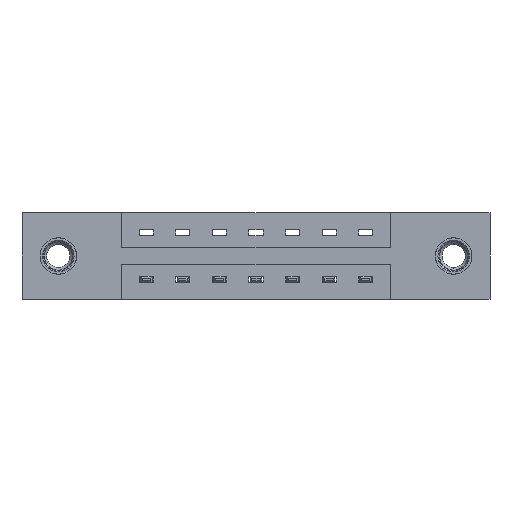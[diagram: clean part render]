
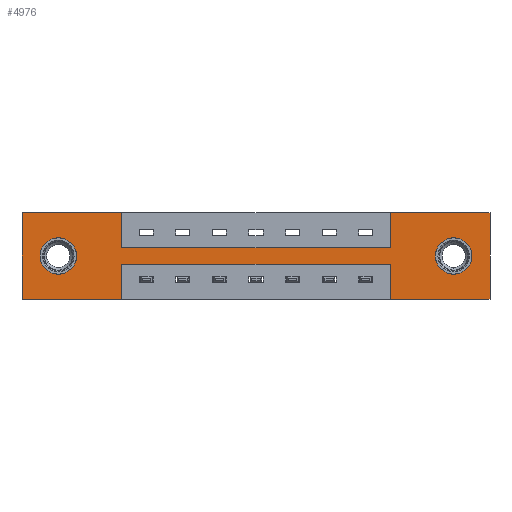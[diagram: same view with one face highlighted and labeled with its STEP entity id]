
A CAD part, front view. The second image highlights one B-rep face of the part: STEP entity #4976.
In plain terms, the highlighted planar face has unit normal (0, -1, 0).
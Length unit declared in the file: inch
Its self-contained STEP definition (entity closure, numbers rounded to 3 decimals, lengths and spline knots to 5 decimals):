
#122 = ORIENTED_EDGE ( 'NONE', *, *, #10600, .F. ) ;
#136 = DIRECTION ( 'NONE',  ( 0., 1., 0. ) ) ;
#142 = ORIENTED_EDGE ( 'NONE', *, *, #2439, .F. ) ;
#146 = CARTESIAN_POINT ( 'NONE',  ( 1.998, 0., -0.37 ) ) ;
#204 = CARTESIAN_POINT ( 'NONE',  ( 0., 0., -0.37 ) ) ;
#333 = EDGE_CURVE ( 'NONE', #7596, #5994, #10375, .T. ) ;
#362 = VERTEX_POINT ( 'NONE', #9694 ) ;
#419 = CIRCLE ( 'NONE', #8346, 0.078 ) ;
#494 = DIRECTION ( 'NONE',  ( 0., 0., 1. ) ) ;
#510 = CARTESIAN_POINT ( 'NONE',  ( 0.425, 0., 0. ) ) ;
#873 = AXIS2_PLACEMENT_3D ( 'NONE', #10393, #5859, #494 ) ;
#989 = VERTEX_POINT ( 'NONE', #6438 ) ;
#1040 = DIRECTION ( 'NONE',  ( 0., 0., 1. ) ) ;
#1042 = DIRECTION ( 'NONE',  ( 0., 1., 0. ) ) ;
#1069 = CARTESIAN_POINT ( 'NONE',  ( 0.155, 0., -0.185 ) ) ;
#1185 = DIRECTION ( 'NONE',  ( 1., 0., 0. ) ) ;
#1331 = VERTEX_POINT ( 'NONE', #7392 ) ;
#1355 = EDGE_LOOP ( 'NONE', ( #3506, #6603 ) ) ;
#1356 = VECTOR ( 'NONE', #10115, 39.37008 ) ;
#1365 = FACE_BOUND ( 'NONE', #1355, .T. ) ;
#1413 = VECTOR ( 'NONE', #8665, 39.37008 ) ;
#1438 = DIRECTION ( 'NONE',  ( 0., 1., 0. ) ) ;
#1440 = VERTEX_POINT ( 'NONE', #6407 ) ;
#1472 = VERTEX_POINT ( 'NONE', #146 ) ;
#1698 = ORIENTED_EDGE ( 'NONE', *, *, #10586, .F. ) ;
#1835 = CIRCLE ( 'NONE', #7384, 0.078 ) ;
#2019 = CARTESIAN_POINT ( 'NONE',  ( 1.998, 0., 0. ) ) ;
#2123 = EDGE_CURVE ( 'NONE', #4567, #1440, #1835, .T. ) ;
#2264 = CARTESIAN_POINT ( 'NONE',  ( 1.573, 0., 0. ) ) ;
#2439 = EDGE_CURVE ( 'NONE', #4462, #1331, #9302, .T. ) ;
#2761 = LINE ( 'NONE', #8967, #9007 ) ;
#3064 = EDGE_CURVE ( 'NONE', #6401, #8827, #8594, .T. ) ;
#3087 = CIRCLE ( 'NONE', #873, 0.078 ) ;
#3089 = EDGE_CURVE ( 'NONE', #362, #7923, #9884, .T. ) ;
#3126 = DIRECTION ( 'NONE',  ( 0., 0., -1. ) ) ;
#3153 = DIRECTION ( 'NONE',  ( -1., 0., 0. ) ) ;
#3282 = VERTEX_POINT ( 'NONE', #7329 ) ;
#3301 = VECTOR ( 'NONE', #8059, 39.37008 ) ;
#3387 = CARTESIAN_POINT ( 'NONE',  ( 1.843, 0., -0.107 ) ) ;
#3481 = VERTEX_POINT ( 'NONE', #510 ) ;
#3506 = ORIENTED_EDGE ( 'NONE', *, *, #2123, .T. ) ;
#3580 = VECTOR ( 'NONE', #3153, 39.37008 ) ;
#3584 = CARTESIAN_POINT ( 'NONE',  ( 0., 0., 0. ) ) ;
#3643 = ORIENTED_EDGE ( 'NONE', *, *, #8199, .F. ) ;
#3753 = EDGE_CURVE ( 'NONE', #7923, #3481, #10446, .T. ) ;
#3772 = FACE_BOUND ( 'NONE', #7913, .T. ) ;
#3960 = ORIENTED_EDGE ( 'NONE', *, *, #7219, .T. ) ;
#4026 = ORIENTED_EDGE ( 'NONE', *, *, #3064, .F. ) ;
#4051 = CARTESIAN_POINT ( 'NONE',  ( 0., 0., -0.37 ) ) ;
#4130 = VECTOR ( 'NONE', #9615, 39.37008 ) ;
#4206 = LINE ( 'NONE', #7281, #8215 ) ;
#4212 = VECTOR ( 'NONE', #7140, 39.37008 ) ;
#4427 = AXIS2_PLACEMENT_3D ( 'NONE', #1069, #1042, #1040 ) ;
#4443 = ORIENTED_EDGE ( 'NONE', *, *, #3089, .F. ) ;
#4462 = VERTEX_POINT ( 'NONE', #2264 ) ;
#4517 = CARTESIAN_POINT ( 'NONE',  ( 0.425, 0., -0.37 ) ) ;
#4563 = VERTEX_POINT ( 'NONE', #8255 ) ;
#4567 = VERTEX_POINT ( 'NONE', #3387 ) ;
#4685 = EDGE_LOOP ( 'NONE', ( #4752, #5298, #6297, #5141, #3643, #142, #1698, #4026, #5506, #4744, #4443, #122 ) ) ;
#4744 = ORIENTED_EDGE ( 'NONE', *, *, #3753, .F. ) ;
#4752 = ORIENTED_EDGE ( 'NONE', *, *, #6853, .F. ) ;
#4884 = LINE ( 'NONE', #4517, #8815 ) ;
#4976 = ADVANCED_FACE ( 'NONE', ( #1365, #3772, #5794 ), #10328, .T. ) ;
#5090 = ORIENTED_EDGE ( 'NONE', *, *, #5856, .T. ) ;
#5141 = ORIENTED_EDGE ( 'NONE', *, *, #9907, .F. ) ;
#5298 = ORIENTED_EDGE ( 'NONE', *, *, #333, .F. ) ;
#5359 = DIRECTION ( 'NONE',  ( 0., 0., -1. ) ) ;
#5506 = ORIENTED_EDGE ( 'NONE', *, *, #7137, .F. ) ;
#5587 = DIRECTION ( 'NONE',  ( 0., 0., -1. ) ) ;
#5779 = DIRECTION ( 'NONE',  ( 1., 0., 0. ) ) ;
#5794 = FACE_OUTER_BOUND ( 'NONE', #4685, .T. ) ;
#5856 = EDGE_CURVE ( 'NONE', #6772, #4563, #7579, .T. ) ;
#5859 = DIRECTION ( 'NONE',  ( 0., 1., 0. ) ) ;
#5897 = DIRECTION ( 'NONE',  ( 0., 0., 1. ) ) ;
#5994 = VERTEX_POINT ( 'NONE', #7297 ) ;
#6297 = ORIENTED_EDGE ( 'NONE', *, *, #8463, .F. ) ;
#6401 = VERTEX_POINT ( 'NONE', #9403 ) ;
#6407 = CARTESIAN_POINT ( 'NONE',  ( 1.843, 0., -0.263 ) ) ;
#6438 = CARTESIAN_POINT ( 'NONE',  ( 1.573, 0., -0.37 ) ) ;
#6603 = ORIENTED_EDGE ( 'NONE', *, *, #9455, .T. ) ;
#6613 = CARTESIAN_POINT ( 'NONE',  ( 1.843, 0., -0.185 ) ) ;
#6718 = CARTESIAN_POINT ( 'NONE',  ( 0., 0., 0. ) ) ;
#6772 = VERTEX_POINT ( 'NONE', #7613 ) ;
#6834 = LINE ( 'NONE', #204, #8381 ) ;
#6853 = EDGE_CURVE ( 'NONE', #5994, #3282, #4884, .T. ) ;
#7096 = CARTESIAN_POINT ( 'NONE',  ( 0., 0., 0. ) ) ;
#7137 = EDGE_CURVE ( 'NONE', #3481, #6401, #4206, .T. ) ;
#7140 = DIRECTION ( 'NONE',  ( 1., 0., 0. ) ) ;
#7147 = CARTESIAN_POINT ( 'NONE',  ( 1.843, 0., -0.185 ) ) ;
#7202 = CARTESIAN_POINT ( 'NONE',  ( 1.573, 0., -0.15 ) ) ;
#7219 = EDGE_CURVE ( 'NONE', #4563, #6772, #3087, .T. ) ;
#7281 = CARTESIAN_POINT ( 'NONE',  ( 0.425, 0., 0. ) ) ;
#7297 = CARTESIAN_POINT ( 'NONE',  ( 0.425, 0., -0.22 ) ) ;
#7303 = CARTESIAN_POINT ( 'NONE',  ( 1.573, 0., 0. ) ) ;
#7329 = CARTESIAN_POINT ( 'NONE',  ( 0.425, 0., -0.37 ) ) ;
#7380 = DIRECTION ( 'NONE',  ( 0., 0., -1. ) ) ;
#7384 = AXIS2_PLACEMENT_3D ( 'NONE', #7147, #136, #5587 ) ;
#7392 = CARTESIAN_POINT ( 'NONE',  ( 1.998, 0., 0. ) ) ;
#7429 = LINE ( 'NONE', #4051, #3580 ) ;
#7579 = CIRCLE ( 'NONE', #4427, 0.078 ) ;
#7596 = VERTEX_POINT ( 'NONE', #10163 ) ;
#7613 = CARTESIAN_POINT ( 'NONE',  ( 0.155, 0., -0.107 ) ) ;
#7913 = EDGE_LOOP ( 'NONE', ( #5090, #3960 ) ) ;
#7923 = VERTEX_POINT ( 'NONE', #6718 ) ;
#8059 = DIRECTION ( 'NONE',  ( 0., 0., 1. ) ) ;
#8199 = EDGE_CURVE ( 'NONE', #1331, #1472, #9840, .T. ) ;
#8215 = VECTOR ( 'NONE', #3126, 39.37008 ) ;
#8255 = CARTESIAN_POINT ( 'NONE',  ( 0.155, 0., -0.263 ) ) ;
#8346 = AXIS2_PLACEMENT_3D ( 'NONE', #6613, #1438, #7380 ) ;
#8350 = VECTOR ( 'NONE', #1185, 39.37008 ) ;
#8381 = VECTOR ( 'NONE', #8702, 39.37008 ) ;
#8463 = EDGE_CURVE ( 'NONE', #989, #7596, #2761, .T. ) ;
#8514 = CARTESIAN_POINT ( 'NONE',  ( 0.425, 0., -0.22 ) ) ;
#8594 = LINE ( 'NONE', #9253, #8350 ) ;
#8665 = DIRECTION ( 'NONE',  ( 0., 0., 1. ) ) ;
#8672 = CARTESIAN_POINT ( 'NONE',  ( 0., 0., 0. ) ) ;
#8702 = DIRECTION ( 'NONE',  ( -1., 0., 0. ) ) ;
#8815 = VECTOR ( 'NONE', #5359, 39.37008 ) ;
#8827 = VERTEX_POINT ( 'NONE', #7202 ) ;
#8967 = CARTESIAN_POINT ( 'NONE',  ( 1.573, 0., -0.37 ) ) ;
#9007 = VECTOR ( 'NONE', #5897, 39.37008 ) ;
#9071 = VECTOR ( 'NONE', #5779, 39.37008 ) ;
#9253 = CARTESIAN_POINT ( 'NONE',  ( 0.425, 0., -0.15 ) ) ;
#9302 = LINE ( 'NONE', #3584, #9071 ) ;
#9403 = CARTESIAN_POINT ( 'NONE',  ( 0.425, 0., -0.15 ) ) ;
#9455 = EDGE_CURVE ( 'NONE', #1440, #4567, #419, .T. ) ;
#9615 = DIRECTION ( 'NONE',  ( -1., 0., 0. ) ) ;
#9688 = LINE ( 'NONE', #7303, #3301 ) ;
#9694 = CARTESIAN_POINT ( 'NONE',  ( 0., 0., -0.37 ) ) ;
#9752 = AXIS2_PLACEMENT_3D ( 'NONE', #10434, #10266, #10247 ) ;
#9840 = LINE ( 'NONE', #2019, #1356 ) ;
#9884 = LINE ( 'NONE', #8672, #1413 ) ;
#9907 = EDGE_CURVE ( 'NONE', #1472, #989, #6834, .T. ) ;
#10115 = DIRECTION ( 'NONE',  ( 0., 0., -1. ) ) ;
#10163 = CARTESIAN_POINT ( 'NONE',  ( 1.573, 0., -0.22 ) ) ;
#10247 = DIRECTION ( 'NONE',  ( 0., 0., -1. ) ) ;
#10266 = DIRECTION ( 'NONE',  ( 0., -1., 0. ) ) ;
#10328 = PLANE ( 'NONE',  #9752 ) ;
#10375 = LINE ( 'NONE', #8514, #4130 ) ;
#10393 = CARTESIAN_POINT ( 'NONE',  ( 0.155, 0., -0.185 ) ) ;
#10434 = CARTESIAN_POINT ( 'NONE',  ( 0., 0., -0.37 ) ) ;
#10446 = LINE ( 'NONE', #7096, #4212 ) ;
#10586 = EDGE_CURVE ( 'NONE', #8827, #4462, #9688, .T. ) ;
#10600 = EDGE_CURVE ( 'NONE', #3282, #362, #7429, .T. ) ;
